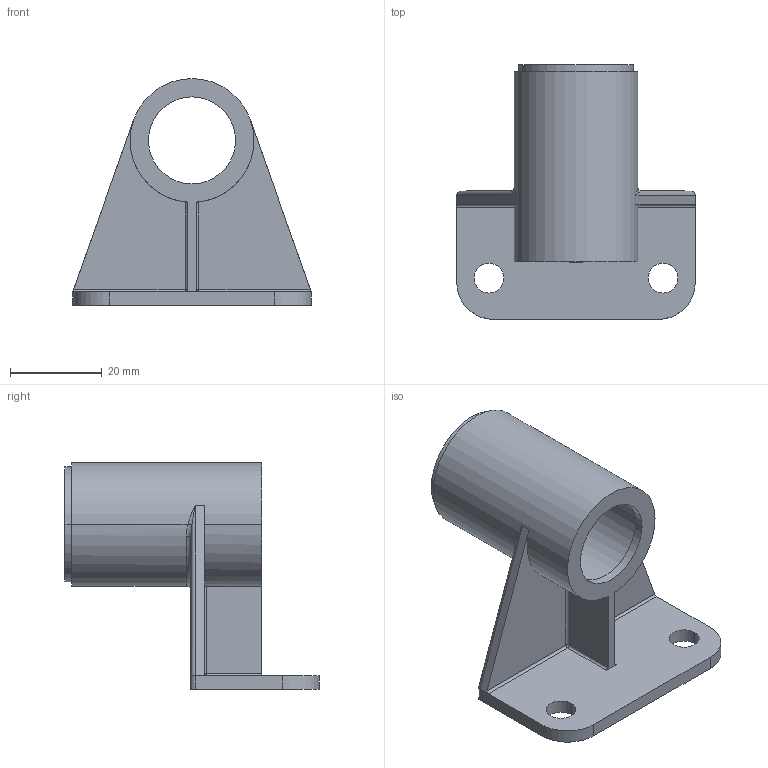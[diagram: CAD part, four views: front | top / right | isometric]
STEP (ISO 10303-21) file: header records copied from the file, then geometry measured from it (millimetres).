
FILE_DESCRIPTION(('STEP AP214'),'1');
FILE_NAME('cctmp_5256917B-BFB8-4769-88B2-4084353F99AB_2023_10_16_23_29_56_0228..stp','2023-10-16T21:29:56',('SIEMENS A&D'),('CADClick - www.CADClick.com'),'Spatial InterOp 3D postprocessed',' ','unknown authorization');
FILE_SCHEMA(('AUTOMOTIVE_DESIGN'));
Length unit declared in the file: millimetre
Products named in the file (1): 2023_10_16_23_29_56_0196
Bounding box: 52 x 55.5 x 49.5 mm (x, y, z)
Volume: 16485.2 mm3; surface area: 12872.9 mm2
Topology: 1 solids, 1 shells, 298 faces, 787 edges, 518 vertices
Faces by surface type: plane 162, bspline 104, cylinder 28, torus 2, sphere 2
Entity records: 16900 total; most frequent: CARTESIAN_POINT 9292, ORIENTED_EDGE 1570, DIRECTION 1006, EDGE_CURVE 785, VERTEX_POINT 518, LINE 514, VECTOR 514, EDGE_LOOP 333
